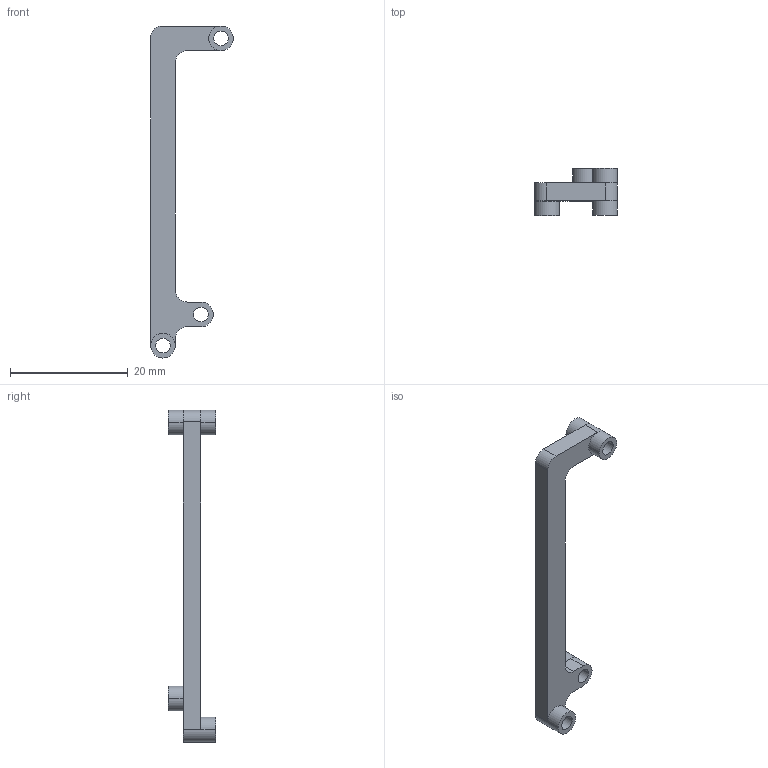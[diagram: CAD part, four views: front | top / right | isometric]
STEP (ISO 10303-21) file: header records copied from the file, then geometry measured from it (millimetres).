
FILE_DESCRIPTION((''),'2;1');
FILE_NAME('FOME_KARTI_TUTUCU_PLAKA','2021-09-14T09:18:33',('ucalik'),('Aselsan A.S'),'CREO PARAMETRIC BY PTC INC, 2020454','CREO PARAMETRIC BY PTC INC, 2020454','');
FILE_SCHEMA(('AUTOMOTIVE_DESIGN { 1 0 10303 214 1 1 1 1 }'));
Length unit declared in the file: millimetre
Products named in the file (1): FOME_KARTI_TUTUCU_PLAKA
Bounding box: 14.07 x 8 x 56.41 mm (x, y, z)
Volume: 949.9 mm3; surface area: 1289.9 mm2
Topology: 1 solids, 1 shells, 30 faces, 82 edges, 54 vertices
Faces by surface type: cylinder 17, plane 13
Entity records: 1448 total; most frequent: DIRECTION 218, CARTESIAN_POINT 192, ORIENTED_EDGE 164, PRESENTATION_STYLE_ASSIGNMENT 91, STYLED_ITEM 91, CURVE_STYLE 90, AXIS2_PLACEMENT_3D 83, EDGE_CURVE 82
